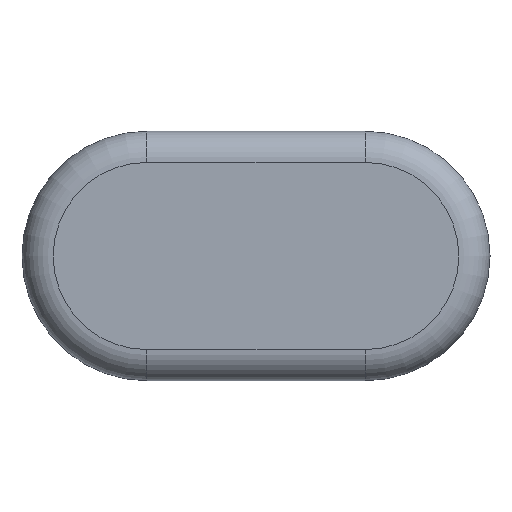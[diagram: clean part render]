
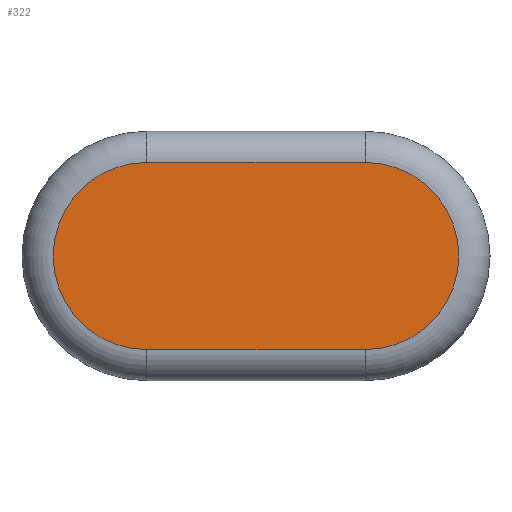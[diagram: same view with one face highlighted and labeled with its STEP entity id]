
A CAD part, front view. The second image highlights one B-rep face of the part: STEP entity #322.
In plain terms, the highlighted planar face has unit normal (0, -1, 0).
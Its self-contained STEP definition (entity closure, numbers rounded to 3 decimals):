
#22=LINE('',#518,#38);
#24=LINE('',#527,#40);
#38=VECTOR('',#413,10.);
#40=VECTOR('',#425,10.);
#60=PLANE('',#359);
#85=FACE_OUTER_BOUND('',#110,.T.);
#110=EDGE_LOOP('',(#253,#254,#255,#256));
#129=CIRCLE('',#346,1.2);
#135=CIRCLE('',#354,1.2);
#154=VERTEX_POINT('',#506);
#155=VERTEX_POINT('',#508);
#157=VERTEX_POINT('',#514);
#159=VERTEX_POINT('',#520);
#181=EDGE_CURVE('',#154,#155,#129,.T.);
#186=EDGE_CURVE('',#155,#157,#22,.T.);
#189=EDGE_CURVE('',#157,#159,#135,.T.);
#191=EDGE_CURVE('',#159,#154,#24,.T.);
#253=ORIENTED_EDGE('',*,*,#181,.F.);
#254=ORIENTED_EDGE('',*,*,#191,.F.);
#255=ORIENTED_EDGE('',*,*,#189,.F.);
#256=ORIENTED_EDGE('',*,*,#186,.F.);
#322=ADVANCED_FACE('',(#85),#60,.F.);
#346=AXIS2_PLACEMENT_3D('',#509,#402,#403);
#354=AXIS2_PLACEMENT_3D('',#524,#420,#421);
#359=AXIS2_PLACEMENT_3D('',#551,#437,#438);
#402=DIRECTION('center_axis',(0.,1.,0.));
#403=DIRECTION('ref_axis',(1.,0.,0.));
#413=DIRECTION('',(-1.,0.,0.));
#420=DIRECTION('center_axis',(0.,1.,0.));
#421=DIRECTION('ref_axis',(-1.,0.,0.));
#425=DIRECTION('',(1.,0.,0.));
#437=DIRECTION('center_axis',(0.,1.,0.));
#438=DIRECTION('ref_axis',(1.,0.,0.));
#506=CARTESIAN_POINT('',(1.4,0.,1.2));
#508=CARTESIAN_POINT('',(1.4,0.,-1.2));
#509=CARTESIAN_POINT('Origin',(1.4,0.,0.));
#514=CARTESIAN_POINT('',(-1.4,0.,-1.2));
#518=CARTESIAN_POINT('',(0.7,0.,-1.2));
#520=CARTESIAN_POINT('',(-1.4,0.,1.2));
#524=CARTESIAN_POINT('Origin',(-1.4,0.,0.));
#527=CARTESIAN_POINT('',(-0.7,0.,1.2));
#551=CARTESIAN_POINT('Origin',(0.,0.,0.));
